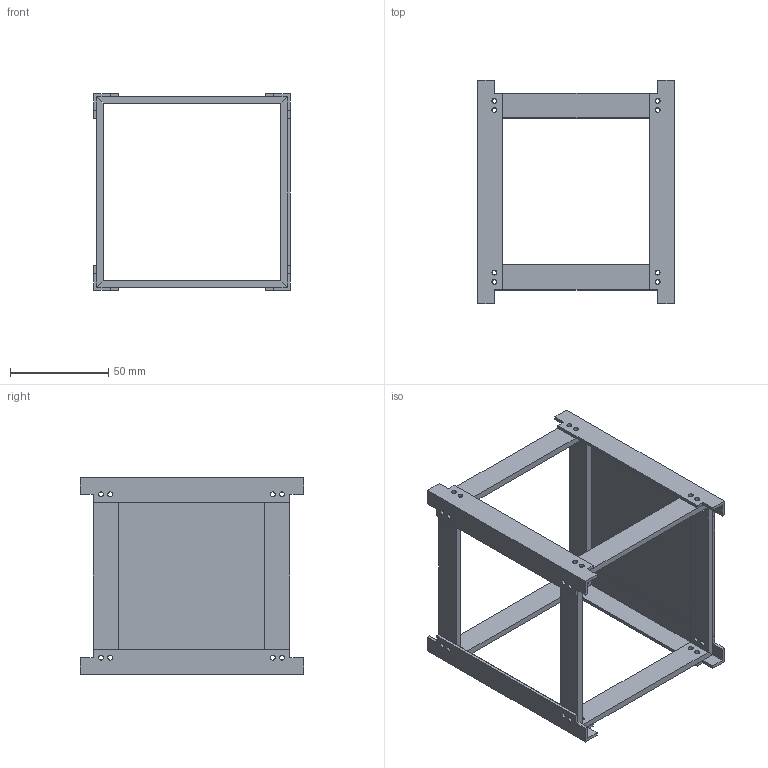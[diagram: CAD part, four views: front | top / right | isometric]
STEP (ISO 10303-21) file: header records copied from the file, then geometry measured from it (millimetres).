
FILE_DESCRIPTION(/* description */ (''),/* implementation_level */ '2;1');
FILE_NAME(/* name */ 'Cubesat Angle bracket version v9.step',/* time_stamp */ '2016-11-13T10:26:19-08:00',/* author */ (''),/* organization */ (''),/* preprocessor_version */ 'ST-DEVELOPER v16.5',/* originating_system */ 'Autodesk Translation Framework v5.2.0.2031',/* authorisation */ '');
FILE_SCHEMA (('AUTOMOTIVE_DESIGN { 1 0 10303 214 3 1 1 }'));
Length unit declared in the file: centimetre
Products named in the file (4): Angle bracket version v9; Angle Rail; Side piece; SidePlate
Assembly tree (13 placements, depth 2):
  Angle bracket version v9
    Angle Rail  x4
    Side piece  x8
    SidePlate
Bounding box: 100 x 113.5 x 100 mm (x, y, z)
Volume: 57746.4 mm3; surface area: 63200.9 mm2
Topology: 13 solids, 13 shells, 182 faces, 484 edges, 328 vertices
Faces by surface type: plane 118, cylinder 64
Full cylindrical faces by diameter (mm): 2.5 x64
Entity records: 1382 total; most frequent: DIRECTION 228, CARTESIAN_POINT 215, ORIENTED_EDGE 180, EDGE_CURVE 90, AXIS2_PLACEMENT_3D 81, EDGE_LOOP 76, VERTEX_POINT 68, LINE 66
